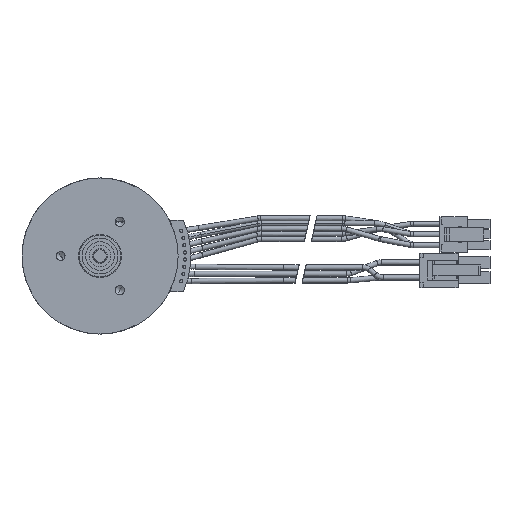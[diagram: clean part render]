
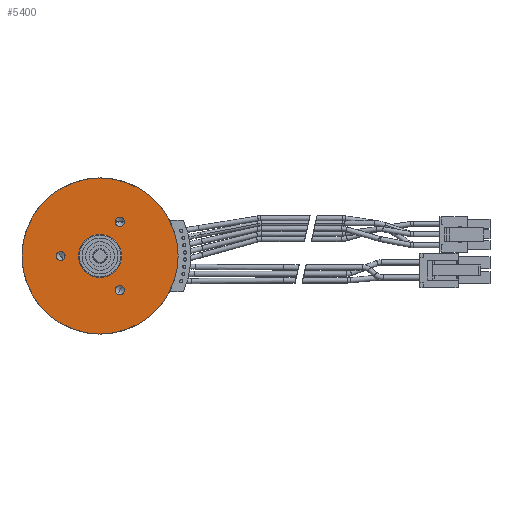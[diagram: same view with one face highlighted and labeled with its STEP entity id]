
A CAD part, left-side view. The second image highlights one B-rep face of the part: STEP entity #5400.
In plain terms, the highlighted planar face has unit normal (-1, 0, 0).
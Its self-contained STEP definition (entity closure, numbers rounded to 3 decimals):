
#959=CARTESIAN_POINT('',(0.,0.,0.));
#960=DIRECTION('',(1.,0.,0.));
#961=DIRECTION('',(0.,1.,0.));
#962=AXIS2_PLACEMENT_3D('',#959,#960,#961);
#964=CARTESIAN_POINT('',(0.,0.,0.));
#965=DIRECTION('',(-1.,0.,0.));
#966=DIRECTION('',(0.,1.,0.));
#967=AXIS2_PLACEMENT_3D('',#964,#965,#966);
#969=CARTESIAN_POINT('',(0.,-5.5,9.526));
#970=DIRECTION('',(-1.,0.,0.));
#971=DIRECTION('',(0.,1.,0.));
#972=AXIS2_PLACEMENT_3D('',#969,#970,#971);
#974=CARTESIAN_POINT('',(0.,-5.5,9.526));
#975=DIRECTION('',(-1.,0.,0.));
#976=DIRECTION('',(0.,-1.,0.));
#977=AXIS2_PLACEMENT_3D('',#974,#975,#976);
#979=CARTESIAN_POINT('',(0.,-5.5,-9.526));
#980=DIRECTION('',(-1.,0.,0.));
#981=DIRECTION('',(0.,-0.5,0.866));
#982=AXIS2_PLACEMENT_3D('',#979,#980,#981);
#984=CARTESIAN_POINT('',(0.,-5.5,-9.526));
#985=DIRECTION('',(-1.,0.,0.));
#986=DIRECTION('',(0.,0.5,-0.866));
#987=AXIS2_PLACEMENT_3D('',#984,#985,#986);
#989=CARTESIAN_POINT('',(0.,11.,0.));
#990=DIRECTION('',(-1.,0.,0.));
#991=DIRECTION('',(0.,-0.5,-0.866));
#992=AXIS2_PLACEMENT_3D('',#989,#990,#991);
#994=CARTESIAN_POINT('',(0.,11.,0.));
#995=DIRECTION('',(-1.,0.,0.));
#996=DIRECTION('',(0.,0.5,0.866));
#997=AXIS2_PLACEMENT_3D('',#994,#995,#996);
#1007=CARTESIAN_POINT('',(0.,0.,0.));
#1008=DIRECTION('',(-1.,0.,0.));
#1009=DIRECTION('',(0.,1.,0.));
#1010=AXIS2_PLACEMENT_3D('',#1007,#1008,#1009);
#1012=CARTESIAN_POINT('',(0.,0.,0.));
#1013=DIRECTION('',(1.,0.,0.));
#1014=DIRECTION('',(0.,1.,0.));
#1015=AXIS2_PLACEMENT_3D('',#1012,#1013,#1014);
#3313=CARTESIAN_POINT('',(0.,21.75,0.));
#3315=VERTEX_POINT('',#3313);
#3328=CARTESIAN_POINT('',(0.,6.,0.));
#3330=VERTEX_POINT('',#3328);
#3332=CARTESIAN_POINT('',(0.,-6.,0.));
#3334=VERTEX_POINT('',#3332);
#3391=CARTESIAN_POINT('',(0.,-21.75,0.));
#3393=VERTEX_POINT('',#3391);
#3568=CARTESIAN_POINT('',(0.,-4.25,9.526));
#3569=CARTESIAN_POINT('',(0.,-6.75,9.526));
#3570=VERTEX_POINT('',#3568);
#3571=VERTEX_POINT('',#3569);
#3578=CARTESIAN_POINT('',(0.,-6.125,-8.444));
#3579=CARTESIAN_POINT('',(0.,-4.875,-10.609));
#3580=VERTEX_POINT('',#3578);
#3581=VERTEX_POINT('',#3579);
#3588=CARTESIAN_POINT('',(0.,10.375,-1.083));
#3589=CARTESIAN_POINT('',(0.,11.625,1.083));
#3590=VERTEX_POINT('',#3588);
#3591=VERTEX_POINT('',#3589);
#5367=CARTESIAN_POINT('',(0.,0.,0.));
#5368=DIRECTION('',(1.,0.,0.));
#5369=DIRECTION('',(0.,-1.,0.));
#5370=AXIS2_PLACEMENT_3D('',#5367,#5368,#5369);
#5371=PLANE('',#5370);
#5372=ORIENTED_EDGE('',*,*,#5359,.T.);
#5373=ORIENTED_EDGE('',*,*,#5348,.F.);
#5374=EDGE_LOOP('',(#5372,#5373));
#5375=FACE_OUTER_BOUND('',#5374,.F.);
#5377=ORIENTED_EDGE('',*,*,#5376,.T.);
#5379=ORIENTED_EDGE('',*,*,#5378,.F.);
#5380=EDGE_LOOP('',(#5377,#5379));
#5381=FACE_BOUND('',#5380,.F.);
#5383=ORIENTED_EDGE('',*,*,#5382,.T.);
#5385=ORIENTED_EDGE('',*,*,#5384,.T.);
#5386=EDGE_LOOP('',(#5383,#5385));
#5387=FACE_BOUND('',#5386,.F.);
#5389=ORIENTED_EDGE('',*,*,#5388,.T.);
#5391=ORIENTED_EDGE('',*,*,#5390,.T.);
#5392=EDGE_LOOP('',(#5389,#5391));
#5393=FACE_BOUND('',#5392,.F.);
#5395=ORIENTED_EDGE('',*,*,#5394,.T.);
#5397=ORIENTED_EDGE('',*,*,#5396,.T.);
#5398=EDGE_LOOP('',(#5395,#5397));
#5399=FACE_BOUND('',#5398,.F.);
#5400=ADVANCED_FACE('',(#5375,#5381,#5387,#5393,#5399),#5371,.F.);
#963=CIRCLE('',#962,21.75);
#968=CIRCLE('',#967,21.75);
#973=CIRCLE('',#972,1.25);
#978=CIRCLE('',#977,1.25);
#983=CIRCLE('',#982,1.25);
#988=CIRCLE('',#987,1.25);
#993=CIRCLE('',#992,1.25);
#998=CIRCLE('',#997,1.25);
#1011=CIRCLE('',#1010,6.);
#1016=CIRCLE('',#1015,6.);
#5348=EDGE_CURVE('',#3315,#3393,#968,.T.);
#5359=EDGE_CURVE('',#3315,#3393,#963,.T.);
#5376=EDGE_CURVE('',#3330,#3334,#1011,.T.);
#5378=EDGE_CURVE('',#3330,#3334,#1016,.T.);
#5382=EDGE_CURVE('',#3570,#3571,#973,.T.);
#5384=EDGE_CURVE('',#3571,#3570,#978,.T.);
#5388=EDGE_CURVE('',#3580,#3581,#983,.T.);
#5390=EDGE_CURVE('',#3581,#3580,#988,.T.);
#5394=EDGE_CURVE('',#3590,#3591,#993,.T.);
#5396=EDGE_CURVE('',#3591,#3590,#998,.T.);
